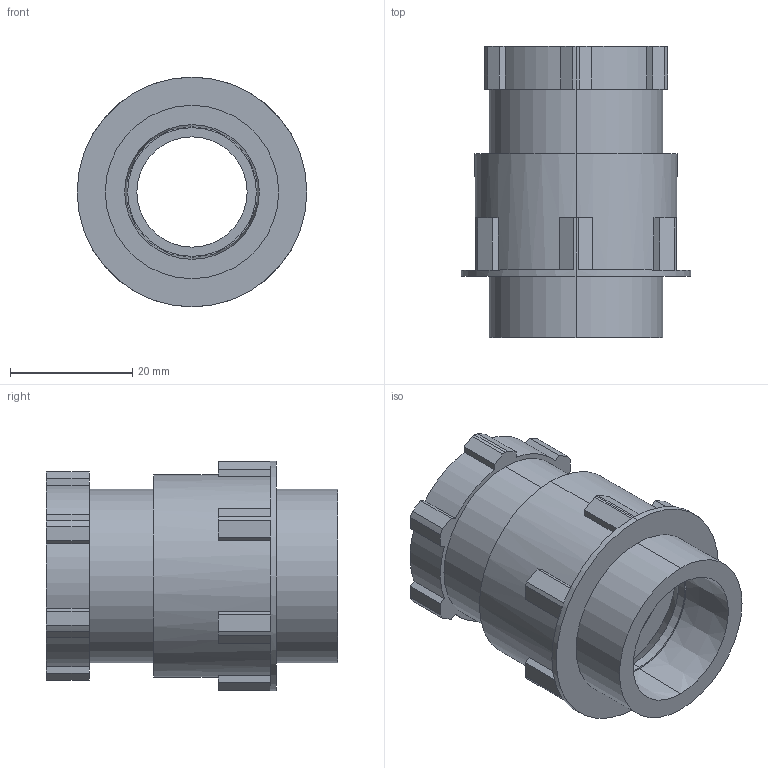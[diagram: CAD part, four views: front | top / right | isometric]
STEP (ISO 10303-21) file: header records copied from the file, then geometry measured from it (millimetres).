
FILE_DESCRIPTION (( 'STEP AP214' ), '1' );
FILE_NAME ('2036215.STP', '2020-07-20T07:59:22', ( '' ), ( '' ), 'SwSTEP 2.0', 'SolidWorks 2018', '' );
FILE_SCHEMA (( 'AUTOMOTIVE_DESIGN' ));
Length unit declared in the file: millimetre
Products named in the file (5): 022659_Pg21 Di18 30700086; EV731-21_Standard; 2036215; EV169_Standard; EV510-21_Standard
Assembly tree (4 placements, depth 2):
  2036215
    EV169_Standard
    EV510-21_Standard
    EV731-21_Standard
    022659_Pg21 Di18 30700086
Bounding box: 37.5 x 47.52 x 37.5 mm (x, y, z)
Volume: 19381.7 mm3; surface area: 13737.3 mm2
Topology: 4 solids, 4 shells, 112 faces, 297 edges, 196 vertices
Faces by surface type: plane 71, cylinder 33, cone 6, torus 2
Entity records: 3709 total; most frequent: DIRECTION 637, CARTESIAN_POINT 612, ORIENTED_EDGE 594, EDGE_CURVE 297, AXIS2_PLACEMENT_3D 221, VERTEX_POINT 196, VECTOR 195, LINE 195
